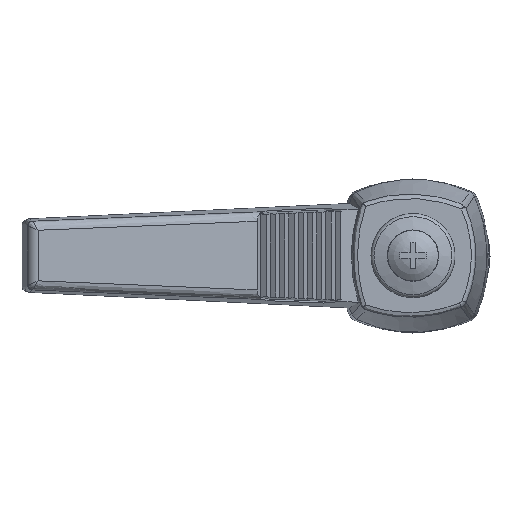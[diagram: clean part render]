
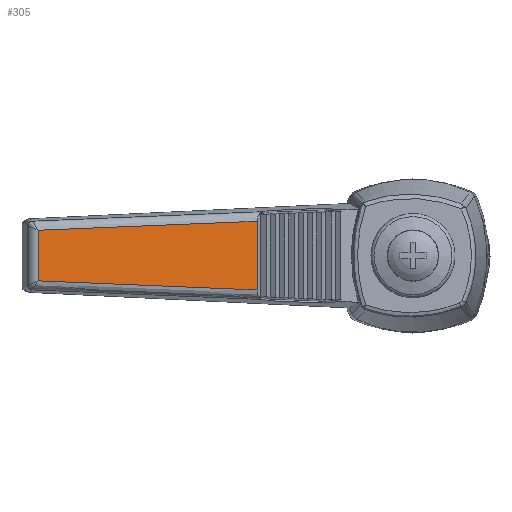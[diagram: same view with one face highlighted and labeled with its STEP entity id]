
A CAD part, top view. The second image highlights one B-rep face of the part: STEP entity #305.
In plain terms, the highlighted planar face has unit normal (0.161, 0, 0.987).
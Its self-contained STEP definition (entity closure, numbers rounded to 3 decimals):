
#305 = ADVANCED_FACE( '', ( #697 ), #698, .T. );
#697 = FACE_OUTER_BOUND( '', #2073, .T. );
#698 = PLANE( '', #2074 );
#2073 = EDGE_LOOP( '', ( #4177, #4178, #4179, #4180 ) );
#2074 = AXIS2_PLACEMENT_3D( '', #4181, #4182, #4183 );
#4177 = ORIENTED_EDGE( '', *, *, #5063, .T. );
#4178 = ORIENTED_EDGE( '', *, *, #5064, .T. );
#4179 = ORIENTED_EDGE( '', *, *, #5065, .T. );
#4180 = ORIENTED_EDGE( '', *, *, #4962, .T. );
#4181 = CARTESIAN_POINT( '', ( -3.654, 5.09, 18.725 ) );
#4182 = DIRECTION( '', ( 0.161, 0., 0.987 ) );
#4183 = DIRECTION( '', ( 0.987, 0., -0.161 ) );
#4962 = EDGE_CURVE( '', #5563, #5564, #5565, .T. );
#5063 = EDGE_CURVE( '', #5564, #5711, #5712, .T. );
#5064 = EDGE_CURVE( '', #5711, #5554, #5713, .T. );
#5065 = EDGE_CURVE( '', #5554, #5563, #5714, .F. );
#5554 = VERTEX_POINT( '', #6704 );
#5563 = VERTEX_POINT( '', #6813 );
#5564 = VERTEX_POINT( '', #6814 );
#5565 = B_SPLINE_CURVE_WITH_KNOTS( '', 3, ( #6815, #6816, #6817, #6818, #6819, #6820 ), .UNSPECIFIED., .F., .F., ( 4, 2, 4 ), ( 0., 0.012, 0.024 ), .UNSPECIFIED. );
#5711 = VERTEX_POINT( '', #7349 );
#5712 = LINE( '', #7350, #7351 );
#5713 = B_SPLINE_CURVE_WITH_KNOTS( '', 3, ( #7352, #7353, #7354, #7355, #7356, #7357 ), .UNSPECIFIED., .F., .F., ( 4, 2, 4 ), ( 0., 0.012, 0.024 ), .UNSPECIFIED. );
#5714 = LINE( '', #7358, #7359 );
#6704 = CARTESIAN_POINT( '', ( -40.163, 2.712, 24.693 ) );
#6813 = CARTESIAN_POINT( '', ( -40.163, -2.712, 24.693 ) );
#6814 = CARTESIAN_POINT( '', ( -16.706, -3.678, 20.859 ) );
#6815 = CARTESIAN_POINT( '', ( -40.163, -2.712, 24.693 ) );
#6816 = CARTESIAN_POINT( '', ( -36.254, -2.872, 24.054 ) );
#6817 = CARTESIAN_POINT( '', ( -32.344, -3.033, 23.415 ) );
#6818 = CARTESIAN_POINT( '', ( -24.525, -3.355, 22.137 ) );
#6819 = CARTESIAN_POINT( '', ( -20.616, -3.516, 21.498 ) );
#6820 = CARTESIAN_POINT( '', ( -16.706, -3.678, 20.859 ) );
#7349 = CARTESIAN_POINT( '', ( -16.706, 3.678, 20.859 ) );
#7350 = CARTESIAN_POINT( '', ( -16.706, 5.09, 20.859 ) );
#7351 = VECTOR( '', #8460, 1000. );
#7352 = CARTESIAN_POINT( '', ( -16.706, 3.678, 20.859 ) );
#7353 = CARTESIAN_POINT( '', ( -20.616, 3.516, 21.498 ) );
#7354 = CARTESIAN_POINT( '', ( -24.525, 3.355, 22.137 ) );
#7355 = CARTESIAN_POINT( '', ( -32.344, 3.033, 23.415 ) );
#7356 = CARTESIAN_POINT( '', ( -36.254, 2.872, 24.054 ) );
#7357 = CARTESIAN_POINT( '', ( -40.163, 2.712, 24.693 ) );
#7358 = CARTESIAN_POINT( '', ( -40.163, -3.527, 24.693 ) );
#7359 = VECTOR( '', #8461, 1000. );
#8460 = DIRECTION( '', ( 0., 1., 0. ) );
#8461 = DIRECTION( '', ( 0., 1., 0. ) );
